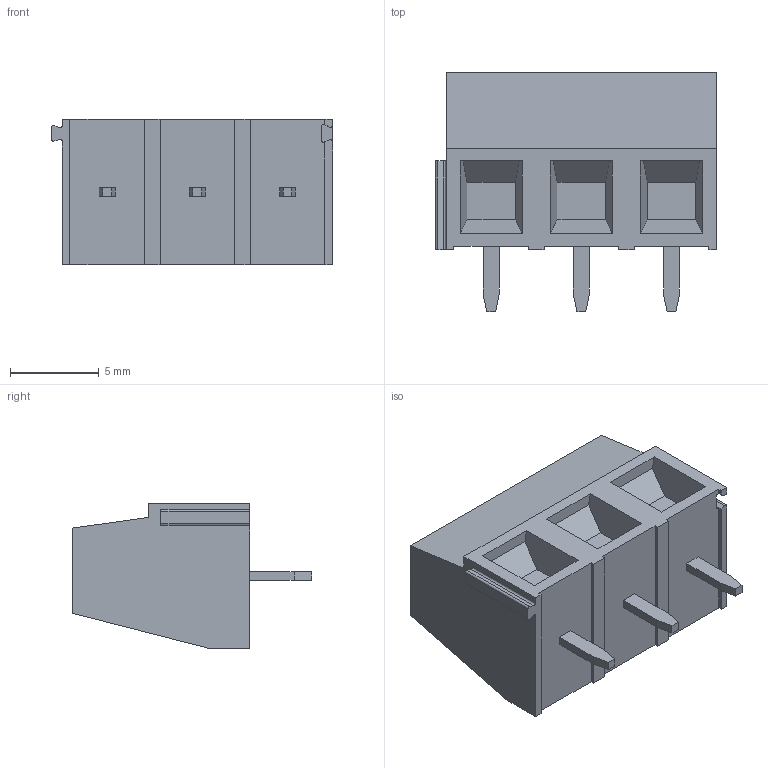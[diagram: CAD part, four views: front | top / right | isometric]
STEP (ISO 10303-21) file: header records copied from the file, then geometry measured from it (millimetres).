
FILE_DESCRIPTION(('STEP AP214'),'1');
FILE_NAME('2506361_282837-3.stp','2017-05-21T22:18:26',('TraceParts'),('TraceParts S.A.'),'Spatial InterOp 3D',' ',' ');
FILE_SCHEMA(('automotive_design'));
Length unit declared in the file: millimetre
Products named in the file (1): 2506361_282837-3
Bounding box: 15.84 x 13.5 x 8.2 mm (x, y, z)
Volume: 940.7 mm3; surface area: 825.5 mm2
Topology: 1 solids, 1 shells, 132 faces, 351 edges, 232 vertices
Faces by surface type: plane 108, cylinder 24
Entity records: 4076 total; most frequent: CARTESIAN_POINT 716, ORIENTED_EDGE 702, DIRECTION 671, EDGE_CURVE 351, LINE 297, VECTOR 297, VERTEX_POINT 232, AXIS2_PLACEMENT_3D 187
